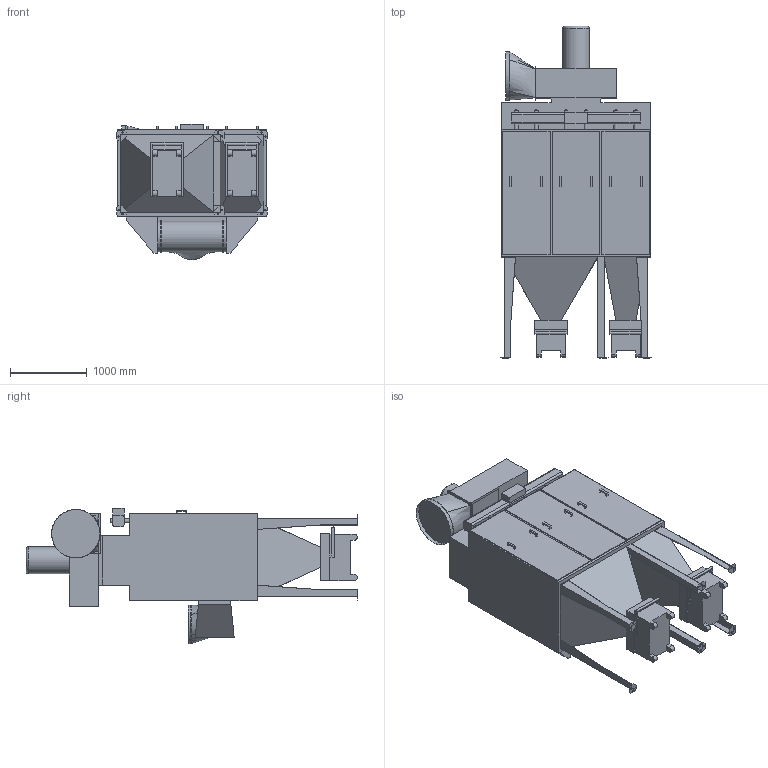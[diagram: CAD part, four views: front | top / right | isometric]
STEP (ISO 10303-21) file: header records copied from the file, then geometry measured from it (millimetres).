
FILE_DESCRIPTION(/* description */ ('MCP - 6-24S (Basic, Std Filter load)'),/* implementation_level */ '2;1');
FILE_NAME(/* name */ '73001612.stp',/* time_stamp */ '2023-11-17T09:54:35+01:00',/* author */ ('ludud'),/* organization */ (''),/* preprocessor_version */ 'ST-DEVELOPER v18.1',/* originating_system */ 'Autodesk Inventor 2022',/* authorisation */ '');
FILE_SCHEMA (('AUTOMOTIVE_DESIGN { 1 0 10303 214 3 1 1 }'));
Length unit declared in the file: millimetre
Products named in the file (1): 73001612
Bounding box: 1963 x 4324 x 1763 mm (x, y, z)
Volume: 5772538828.8 mm3; surface area: 37826927 mm2
Topology: 2 solids, 3 shells, 415 faces, 1150 edges, 760 vertices
Faces by surface type: plane 351, cylinder 47, bspline 14, torus 3
Full cylindrical faces by diameter (mm): 16 x12, 30 x2, 50 x12, 350 x1, 396 x1, 400 x3, 496 x1, 500 x1, 630 x1, 631.4 x1
Entity records: 14036 total; most frequent: CARTESIAN_POINT 2922, ORIENTED_EDGE 2304, DIRECTION 2066, EDGE_CURVE 1152, LINE 1022, VECTOR 1022, VERTEX_POINT 759, AXIS2_PLACEMENT_3D 522
